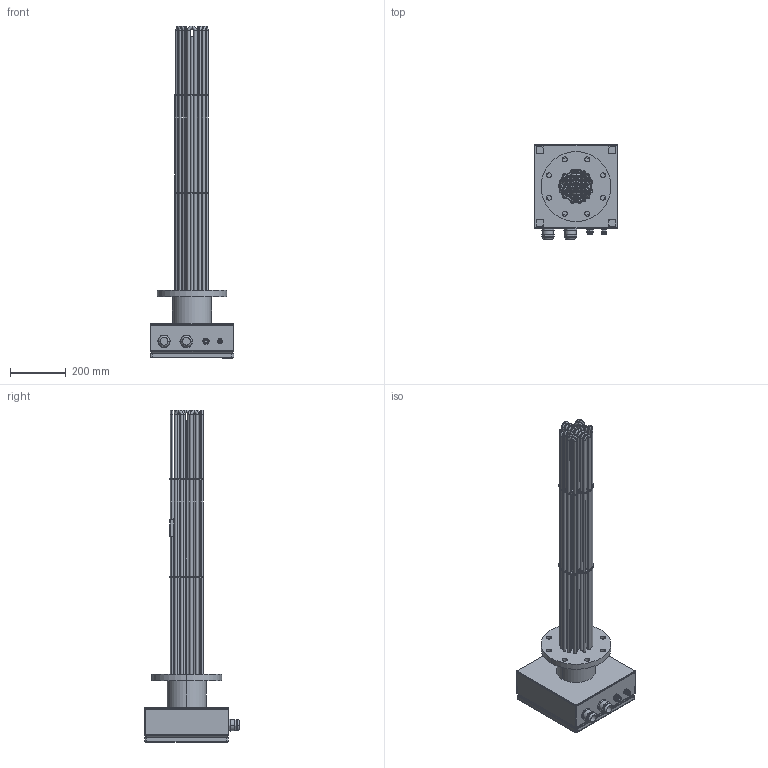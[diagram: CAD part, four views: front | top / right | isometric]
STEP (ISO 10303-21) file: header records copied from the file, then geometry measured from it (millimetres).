
FILE_DESCRIPTION (( 'STEP AP214' ), '1' );
FILE_NAME ('180016 - SSFHK 72 kW DN125 ET 950 STEP.STEP', '2021-06-08T08:01:18', ( '' ), ( '' ), 'SwSTEP 2.0', 'SolidWorks 2021', '' );
FILE_SCHEMA (( 'AUTOMOTIVE_DESIGN' ));
Length unit declared in the file: millimetre
Products named in the file (21): WB 10er^Fühlerschutzrohre_SSFHK; STB TF^Fühlerschutzrohre_SSFHK_950 mm; 180016 - SSFHK 72 kW DN125 ET 950 STEP; Rohrheizkörper^SSFHK_DN125 - 18 RHK - 950 mm; Anschlusskastenplatte^SSFHK_300; AK 300x300x120^Anschlusskasten_SSFHK; RHK^Rohrheizkörper_SSFHK_ET 950; Fühlerschutzrohre^SSFHK_DN125 - 950 mm; Flansch^SSFHK_DN125 - 18 RHK; FSR STB^Fühlerschutzrohre_SSFHK; KV M20 WT MS^Kabelverschraubung_SSFHK; Kabelverschraubung^SSFHK_2xM40+M20+M16; Anschlusskasten^SSFHK_300x300x120; Distanzscheiben^SSFHK_DN125 - 18 RHK; DECKEL 300^AK 300x300x120_Anschlusskasten_SSFHK; BODY 300^AK 300x300x120_Anschlusskasten_SSFHK; KV M40 WT MS^Kabelverschraubung_SSFHK; KV M16 WT MS^Kabelverschraubung_SSFHK; VM^SSFHK_DN125 - 18 RHK - 950mm; Kühlstrecke^SSFHK_DN125; Messingbrücken^SSFHK_TYP E - DN125 - 18 RHK
Assembly tree (39 placements, depth 4):
  180016 - SSFHK 72 kW DN125 ET 950 STEP
    Flansch^SSFHK_DN125 - 18 RHK
    Rohrheizkörper^SSFHK_DN125 - 18 RHK - 950 mm
      RHK^Rohrheizkörper_SSFHK_ET 950  x18
    Distanzscheiben^SSFHK_DN125 - 18 RHK  x2
    Kühlstrecke^SSFHK_DN125
    Anschlusskastenplatte^SSFHK_300
    Fühlerschutzrohre^SSFHK_DN125 - 950 mm
      FSR STB^Fühlerschutzrohre_SSFHK
      STB TF^Fühlerschutzrohre_SSFHK_950 mm
      WB 10er^Fühlerschutzrohre_SSFHK
    Anschlusskasten^SSFHK_300x300x120
      AK 300x300x120^Anschlusskasten_SSFHK
        BODY 300^AK 300x300x120_Anschlusskasten_SSFHK
        DECKEL 300^AK 300x300x120_Anschlusskasten_SSFHK
    Kabelverschraubung^SSFHK_2xM40+M20+M16
      KV M16 WT MS^Kabelverschraubung_SSFHK
      KV M20 WT MS^Kabelverschraubung_SSFHK
      KV M40 WT MS^Kabelverschraubung_SSFHK  x2
    Messingbrücken^SSFHK_TYP E - DN125 - 18 RHK
    VM^SSFHK_DN125 - 18 RHK - 950mm
Bounding box: 300 x 338.43 x 1188 mm (x, y, z)
Volume: 3048041.4 mm3; surface area: 3194947.7 mm2
Topology: 50 solids, 50 shells, 3066 faces, 8478 edges, 5538 vertices
Faces by surface type: cylinder 2124, plane 716, torus 208, cone 16, bspline 2
Entity records: 59868 total; most frequent: CARTESIAN_POINT 10810, DIRECTION 10720, ORIENTED_EDGE 9716, EDGE_CURVE 4858, AXIS2_PLACEMENT_3D 4232, VERTEX_POINT 3198, CIRCLE 2440, VECTOR 2256
